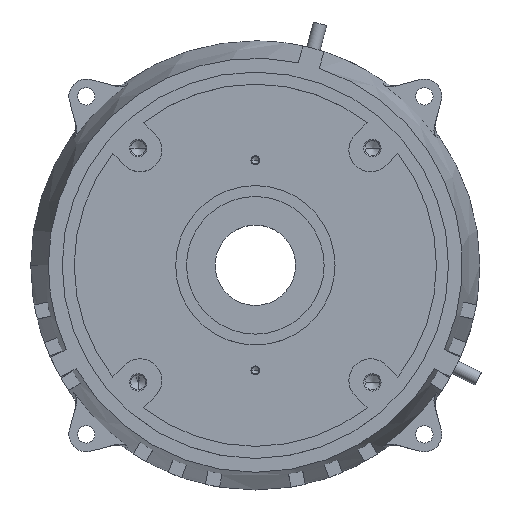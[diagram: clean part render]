
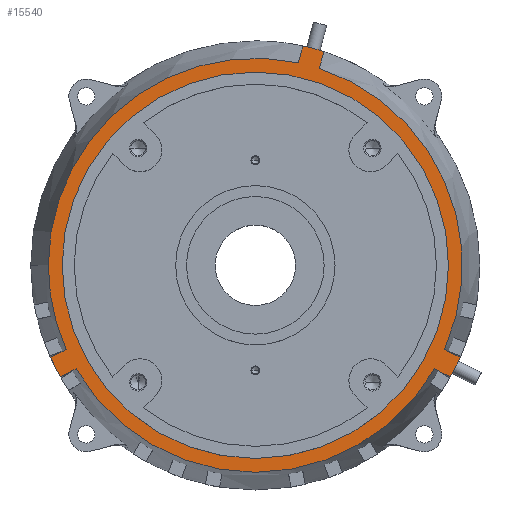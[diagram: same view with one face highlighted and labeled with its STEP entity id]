
A CAD part, top view. The second image highlights one B-rep face of the part: STEP entity #15540.
In plain terms, the highlighted planar face has unit normal (0, 0, 1).
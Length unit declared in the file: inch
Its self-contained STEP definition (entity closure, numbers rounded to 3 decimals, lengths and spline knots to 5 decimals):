
#132 = EDGE_CURVE ( 'NONE', #14837, #17432, #7671, .T. ) ;
#219 = CIRCLE ( 'NONE', #4426, 6.10236 ) ;
#234 = CARTESIAN_POINT ( 'NONE',  ( -4.87095, -2.81327, 2.36024 ) ) ;
#332 = DIRECTION ( 'NONE',  ( -0.891, -0.454, 0. ) ) ;
#1066 = CARTESIAN_POINT ( 'NONE',  ( -4.87095, -2.81327, 2.36024 ) ) ;
#1137 = EDGE_CURVE ( 'NONE', #13976, #20953, #9793, .T. ) ;
#1251 = DIRECTION ( 'NONE',  ( 0., 0., -1. ) ) ;
#1741 = CARTESIAN_POINT ( 'NONE',  ( 5.56493, -2.50408, 2.36024 ) ) ;
#1763 = CARTESIAN_POINT ( 'NONE',  ( 0., 0., 2.36024 ) ) ;
#2054 = EDGE_CURVE ( 'NONE', #17432, #15969, #5315, .T. ) ;
#2267 = CARTESIAN_POINT ( 'NONE',  ( 0., 0., 2.36024 ) ) ;
#2435 = AXIS2_PLACEMENT_3D ( 'NONE', #18278, #20296, #8207 ) ;
#2587 = VERTEX_POINT ( 'NONE', #25461 ) ;
#2915 = ORIENTED_EDGE ( 'NONE', *, *, #4416, .F. ) ;
#3166 = CARTESIAN_POINT ( 'NONE',  ( 1.16864, 5.50226, 2.36024 ) ) ;
#3252 = ORIENTED_EDGE ( 'NONE', *, *, #20313, .F. ) ;
#3501 = EDGE_CURVE ( 'NONE', #11226, #21161, #17799, .T. ) ;
#3946 = DIRECTION ( 'NONE',  ( 0., 0., -1. ) ) ;
#4096 = ORIENTED_EDGE ( 'NONE', *, *, #12020, .F. ) ;
#4416 = EDGE_CURVE ( 'NONE', #15969, #15923, #21511, .T. ) ;
#4426 = AXIS2_PLACEMENT_3D ( 'NONE', #17035, #6949, #10772 ) ;
#4599 = CARTESIAN_POINT ( 'NONE',  ( 5.25, 0., 2.36024 ) ) ;
#4920 = DIRECTION ( 'NONE',  ( -1., 0., 0. ) ) ;
#4928 = AXIS2_PLACEMENT_3D ( 'NONE', #2267, #3946, #16200 ) ;
#5004 = ORIENTED_EDGE ( 'NONE', *, *, #5053, .F. ) ;
#5017 = LINE ( 'NONE', #3166, #11355 ) ;
#5053 = EDGE_CURVE ( 'NONE', #25755, #21177, #18670, .T. ) ;
#5112 = VERTEX_POINT ( 'NONE', #1741 ) ;
#5270 = DIRECTION ( 'NONE',  ( 0.259, 0.966, 0. ) ) ;
#5293 = CIRCLE ( 'NONE', #16398, 5.625 ) ;
#5315 = LINE ( 'NONE', #19029, #12879 ) ;
#5618 = DIRECTION ( 'NONE',  ( -1., 0., 0. ) ) ;
#6321 = VECTOR ( 'NONE', #10437, 39.37008 ) ;
#6352 = VERTEX_POINT ( 'NONE', #1066 ) ;
#6815 = DIRECTION ( 'NONE',  ( 0.891, 0.454, 0. ) ) ;
#6949 = DIRECTION ( 'NONE',  ( 0., 0., -1. ) ) ;
#7619 = CARTESIAN_POINT ( 'NONE',  ( 1.16864, 5.50226, 2.36024 ) ) ;
#7671 = CIRCLE ( 'NONE', #4928, 6.10236 ) ;
#8164 = CARTESIAN_POINT ( 'NONE',  ( 5.13905, -2.28708, 2.36024 ) ) ;
#8207 = DIRECTION ( 'NONE',  ( -1., 0., 0. ) ) ;
#8395 = VECTOR ( 'NONE', #22367, 39.37008 ) ;
#8414 = CARTESIAN_POINT ( 'NONE',  ( 5.29682, -3.03026, 2.36024 ) ) ;
#8441 = ORIENTED_EDGE ( 'NONE', *, *, #1137, .F. ) ;
#8505 = CARTESIAN_POINT ( 'NONE',  ( 1.29234, 5.96395, 2.36024 ) ) ;
#8701 = EDGE_CURVE ( 'NONE', #20953, #13976, #26137, .T. ) ;
#9076 = CARTESIAN_POINT ( 'NONE',  ( -5.25, 0., 2.36024 ) ) ;
#9141 = ORIENTED_EDGE ( 'NONE', *, *, #22887, .F. ) ;
#9212 = CARTESIAN_POINT ( 'NONE',  ( 5.29682, -3.03026, 2.36024 ) ) ;
#9408 = AXIS2_PLACEMENT_3D ( 'NONE', #11297, #1251, #23953 ) ;
#9721 = ORIENTED_EDGE ( 'NONE', *, *, #17873, .F. ) ;
#9753 = AXIS2_PLACEMENT_3D ( 'NONE', #10177, #25976, #24291 ) ;
#9793 = CIRCLE ( 'NONE', #13248, 5.25 ) ;
#10177 = CARTESIAN_POINT ( 'NONE',  ( 0., 0., 2.36024 ) ) ;
#10430 = ORIENTED_EDGE ( 'NONE', *, *, #3501, .F. ) ;
#10437 = DIRECTION ( 'NONE',  ( -0.259, -0.966, 0. ) ) ;
#10772 = DIRECTION ( 'NONE',  ( -1., 0., 0. ) ) ;
#11226 = VERTEX_POINT ( 'NONE', #25366 ) ;
#11297 = CARTESIAN_POINT ( 'NONE',  ( 0., 0., 2.36024 ) ) ;
#11355 = VECTOR ( 'NONE', #5270, 39.37008 ) ;
#11531 = DIRECTION ( 'NONE',  ( 0., 0., -1. ) ) ;
#11621 = ORIENTED_EDGE ( 'NONE', *, *, #2054, .F. ) ;
#11936 = PLANE ( 'NONE',  #15430 ) ;
#12020 = EDGE_CURVE ( 'NONE', #5112, #21313, #219, .T. ) ;
#12022 = DIRECTION ( 'NONE',  ( -1., 0., 0. ) ) ;
#12495 = FACE_OUTER_BOUND ( 'NONE', #22042, .T. ) ;
#12778 = AXIS2_PLACEMENT_3D ( 'NONE', #21435, #25410, #19326 ) ;
#12815 = VECTOR ( 'NONE', #332, 39.37008 ) ;
#12879 = VECTOR ( 'NONE', #6815, 39.37008 ) ;
#13104 = LINE ( 'NONE', #8164, #8395 ) ;
#13121 = LINE ( 'NONE', #234, #12815 ) ;
#13248 = AXIS2_PLACEMENT_3D ( 'NONE', #19159, #23367, #4920 ) ;
#13494 = CARTESIAN_POINT ( 'NONE',  ( -5.13905, -2.28708, 2.36024 ) ) ;
#13552 = DIRECTION ( 'NONE',  ( -1., 0., 0. ) ) ;
#13607 = CARTESIAN_POINT ( 'NONE',  ( -5.56493, -2.50408, 2.36024 ) ) ;
#13752 = LINE ( 'NONE', #8414, #14056 ) ;
#13976 = VERTEX_POINT ( 'NONE', #4599 ) ;
#14056 = VECTOR ( 'NONE', #16526, 39.37008 ) ;
#14618 = CIRCLE ( 'NONE', #2435, 5.625 ) ;
#14837 = VERTEX_POINT ( 'NONE', #18277 ) ;
#15430 = AXIS2_PLACEMENT_3D ( 'NONE', #15891, #21907, #12022 ) ;
#15537 = CARTESIAN_POINT ( 'NONE',  ( -5.625, 0., 2.36024 ) ) ;
#15540 = ADVANCED_FACE ( 'NONE', ( #12495, #17898 ), #11936, .F. ) ;
#15570 = ORIENTED_EDGE ( 'NONE', *, *, #15646, .F. ) ;
#15646 = EDGE_CURVE ( 'NONE', #6352, #14837, #13121, .T. ) ;
#15891 = CARTESIAN_POINT ( 'NONE',  ( 0., 5.25, 2.36024 ) ) ;
#15923 = VERTEX_POINT ( 'NONE', #15537 ) ;
#15969 = VERTEX_POINT ( 'NONE', #13494 ) ;
#16200 = DIRECTION ( 'NONE',  ( -1., 0., 0. ) ) ;
#16335 = CARTESIAN_POINT ( 'NONE',  ( 1.86277, 5.8111, 2.36024 ) ) ;
#16398 = AXIS2_PLACEMENT_3D ( 'NONE', #1763, #21703, #5618 ) ;
#16526 = DIRECTION ( 'NONE',  ( -0.891, 0.454, 0. ) ) ;
#17035 = CARTESIAN_POINT ( 'NONE',  ( 0., 0., 2.36024 ) ) ;
#17234 = EDGE_LOOP ( 'NONE', ( #20148, #8441 ) ) ;
#17432 = VERTEX_POINT ( 'NONE', #13607 ) ;
#17799 = CIRCLE ( 'NONE', #9408, 5.625 ) ;
#17873 = EDGE_CURVE ( 'NONE', #2587, #6352, #14618, .T. ) ;
#17888 = CARTESIAN_POINT ( 'NONE',  ( 5.13905, -2.28708, 2.36024 ) ) ;
#17898 = FACE_BOUND ( 'NONE', #17234, .T. ) ;
#18277 = CARTESIAN_POINT ( 'NONE',  ( -5.29682, -3.03026, 2.36024 ) ) ;
#18278 = CARTESIAN_POINT ( 'NONE',  ( 0., 0., 2.36024 ) ) ;
#18670 = CIRCLE ( 'NONE', #21613, 6.10236 ) ;
#19029 = CARTESIAN_POINT ( 'NONE',  ( -5.56493, -2.50408, 2.36024 ) ) ;
#19159 = CARTESIAN_POINT ( 'NONE',  ( 0., 0., 2.36024 ) ) ;
#19326 = DIRECTION ( 'NONE',  ( -1., 0., 0. ) ) ;
#20148 = ORIENTED_EDGE ( 'NONE', *, *, #8701, .F. ) ;
#20296 = DIRECTION ( 'NONE',  ( 0., 0., -1. ) ) ;
#20313 = EDGE_CURVE ( 'NONE', #21177, #11226, #23074, .T. ) ;
#20318 = ORIENTED_EDGE ( 'NONE', *, *, #21917, .F. ) ;
#20953 = VERTEX_POINT ( 'NONE', #9076 ) ;
#21161 = VERTEX_POINT ( 'NONE', #17888 ) ;
#21177 = VERTEX_POINT ( 'NONE', #22449 ) ;
#21307 = ORIENTED_EDGE ( 'NONE', *, *, #132, .F. ) ;
#21313 = VERTEX_POINT ( 'NONE', #9212 ) ;
#21435 = CARTESIAN_POINT ( 'NONE',  ( 0., 0., 2.36024 ) ) ;
#21511 = CIRCLE ( 'NONE', #12778, 5.625 ) ;
#21613 = AXIS2_PLACEMENT_3D ( 'NONE', #23616, #11531, #13552 ) ;
#21703 = DIRECTION ( 'NONE',  ( 0., 0., -1. ) ) ;
#21907 = DIRECTION ( 'NONE',  ( 0., 0., -1. ) ) ;
#21917 = EDGE_CURVE ( 'NONE', #24575, #25755, #5017, .T. ) ;
#22042 = EDGE_LOOP ( 'NONE', ( #4096, #25030, #10430, #3252, #5004, #20318, #9141, #2915, #11621, #21307, #15570, #9721, #26022 ) ) ;
#22367 = DIRECTION ( 'NONE',  ( 0.891, -0.454, 0. ) ) ;
#22449 = CARTESIAN_POINT ( 'NONE',  ( 1.86277, 5.8111, 2.36024 ) ) ;
#22887 = EDGE_CURVE ( 'NONE', #15923, #24575, #5293, .T. ) ;
#23074 = LINE ( 'NONE', #16335, #6321 ) ;
#23367 = DIRECTION ( 'NONE',  ( 0., 0., 1. ) ) ;
#23616 = CARTESIAN_POINT ( 'NONE',  ( 0., 0., 2.36024 ) ) ;
#23953 = DIRECTION ( 'NONE',  ( 0., -1., 0. ) ) ;
#24291 = DIRECTION ( 'NONE',  ( -1., 0., 0. ) ) ;
#24575 = VERTEX_POINT ( 'NONE', #7619 ) ;
#24709 = EDGE_CURVE ( 'NONE', #21161, #5112, #13104, .T. ) ;
#25030 = ORIENTED_EDGE ( 'NONE', *, *, #24709, .F. ) ;
#25366 = CARTESIAN_POINT ( 'NONE',  ( 1.73906, 5.34942, 2.36024 ) ) ;
#25410 = DIRECTION ( 'NONE',  ( 0., 0., -1. ) ) ;
#25461 = CARTESIAN_POINT ( 'NONE',  ( 4.87095, -2.81327, 2.36024 ) ) ;
#25639 = EDGE_CURVE ( 'NONE', #21313, #2587, #13752, .T. ) ;
#25755 = VERTEX_POINT ( 'NONE', #8505 ) ;
#25976 = DIRECTION ( 'NONE',  ( 0., 0., 1. ) ) ;
#26022 = ORIENTED_EDGE ( 'NONE', *, *, #25639, .F. ) ;
#26137 = CIRCLE ( 'NONE', #9753, 5.25 ) ;
